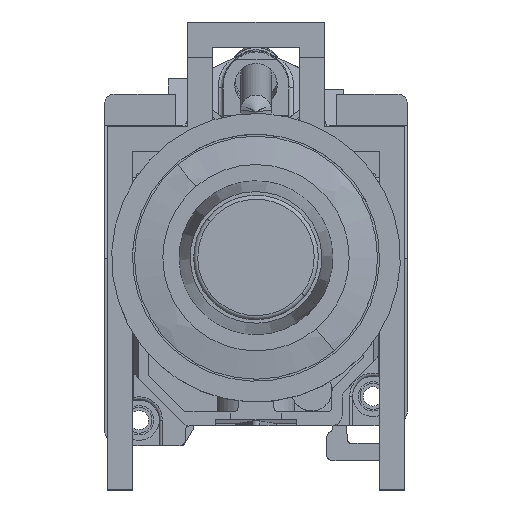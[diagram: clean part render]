
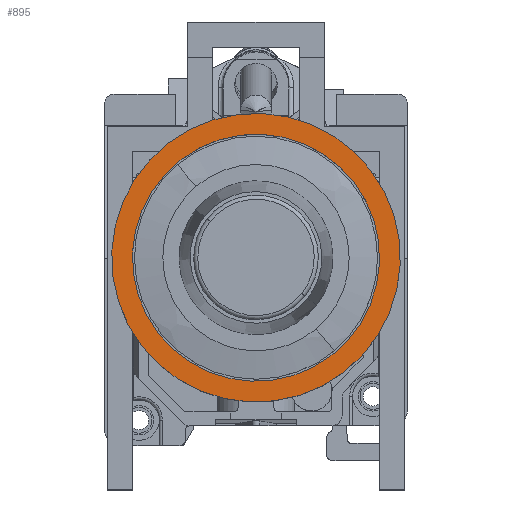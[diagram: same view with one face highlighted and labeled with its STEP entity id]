
A CAD part, top view. The second image highlights one B-rep face of the part: STEP entity #895.
In plain terms, the highlighted planar face has unit normal (0, 0, 1).
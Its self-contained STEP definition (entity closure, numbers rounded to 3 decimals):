
#895=ADVANCED_FACE('',(#2827,#2828),#2829,.T.);
#2827=FACE_OUTER_BOUND('',#5376,.T.);
#2828=FACE_BOUND('',#5377,.T.);
#2829=PLANE('',#5378);
#5376=EDGE_LOOP('',(#13268,#13269));
#5377=EDGE_LOOP('',(#13270,#13271));
#5378=AXIS2_PLACEMENT_3D('',#13272,#13273,#13274);
#13268=ORIENTED_EDGE('',*,*,#19945,.T.);
#13269=ORIENTED_EDGE('',*,*,#19943,.T.);
#13270=ORIENTED_EDGE('',*,*,#19946,.T.);
#13271=ORIENTED_EDGE('',*,*,#19947,.T.);
#13272=CARTESIAN_POINT('',(8.2,9.213,49.63));
#13273=DIRECTION('',(0.0,0.0,1.0));
#13274=DIRECTION('',(-0.46,0.888,0.0));
#19943=EDGE_CURVE('',#24575,#24573,#24576,.T.);
#19945=EDGE_CURVE('',#24573,#24575,#24578,.T.);
#19946=EDGE_CURVE('',#24579,#24580,#24581,.T.);
#19947=EDGE_CURVE('',#24580,#24579,#24582,.T.);
#24573=VERTEX_POINT('',#31669);
#24575=VERTEX_POINT('',#31672);
#24576=CIRCLE('',#31673,14.25);
#24578=CIRCLE('',#31676,14.25);
#24579=VERTEX_POINT('',#31677);
#24580=VERTEX_POINT('',#31678);
#24581=CIRCLE('',#31679,12.2);
#24582=CIRCLE('',#31680,12.2);
#31669=CARTESIAN_POINT('',(14.749,-3.443,49.63));
#31672=CARTESIAN_POINT('',(1.651,21.869,49.63));
#31673=AXIS2_PLACEMENT_3D('',#39156,#39157,#39158);
#31676=AXIS2_PLACEMENT_3D('',#39160,#39161,#39162);
#31677=CARTESIAN_POINT('',(13.807,-1.622,49.63));
#31678=CARTESIAN_POINT('',(2.593,20.048,49.63));
#31679=AXIS2_PLACEMENT_3D('',#39163,#39164,#39165);
#31680=AXIS2_PLACEMENT_3D('',#39166,#39167,#39168);
#39156=CARTESIAN_POINT('',(8.2,9.213,49.63));
#39157=DIRECTION('',(0.0,0.0,1.0));
#39158=DIRECTION('',(-0.46,0.888,0.0));
#39160=CARTESIAN_POINT('',(8.2,9.213,49.63));
#39161=DIRECTION('',(0.0,0.0,1.0));
#39162=DIRECTION('',(0.46,-0.888,0.0));
#39163=CARTESIAN_POINT('',(8.2,9.213,49.63));
#39164=DIRECTION('',(0.0,-0.0,-1.0));
#39165=DIRECTION('',(0.46,-0.888,0.0));
#39166=CARTESIAN_POINT('',(8.2,9.213,49.63));
#39167=DIRECTION('',(0.0,0.0,-1.0));
#39168=DIRECTION('',(-0.46,0.888,0.0));
